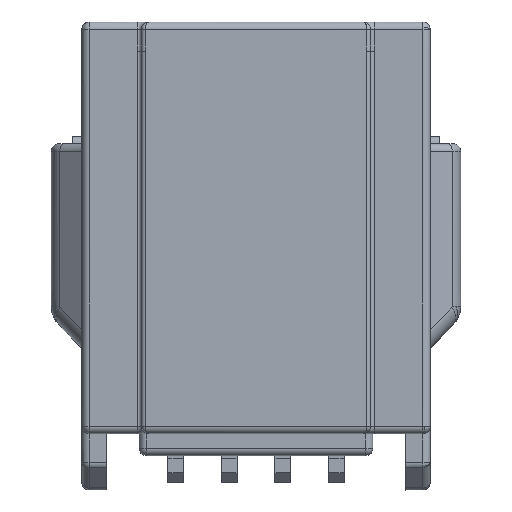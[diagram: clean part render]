
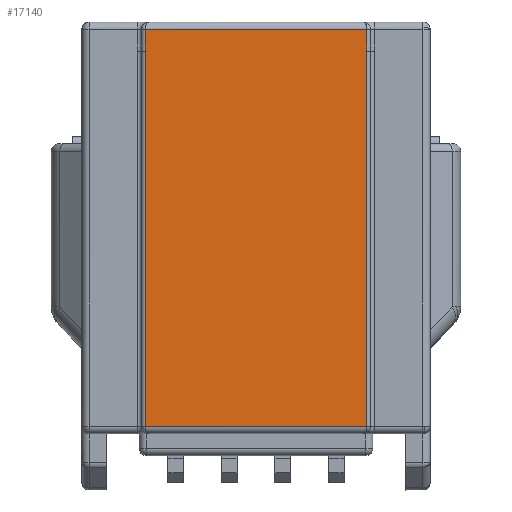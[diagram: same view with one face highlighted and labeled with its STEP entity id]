
A CAD part, top view. The second image highlights one B-rep face of the part: STEP entity #17140.
In plain terms, the highlighted planar face has unit normal (0, 0, 1).
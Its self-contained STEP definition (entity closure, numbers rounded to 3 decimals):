
#4287=DIRECTION('',(0.,-1.,0.));
#4288=VECTOR('',#4287,15.4);
#4289=CARTESIAN_POINT('',(4.55,19.35,-4.05));
#4290=LINE('',#4289,#4288);
#4296=CARTESIAN_POINT('',(-4.55,3.95,
-4.05));
#4337=DIRECTION('',(-1.,0.,0.));
#4338=VECTOR('',#4337,9.1);
#4339=CARTESIAN_POINT('',(4.55,3.95,-4.05));
#4340=LINE('',#4339,#4338);
#4380=CARTESIAN_POINT('',(4.55,3.95,-4.05));
#4406=DIRECTION('',(0.,1.,0.));
#4407=VECTOR('',#4406,15.4);
#4408=CARTESIAN_POINT('',(-4.55,3.95,
-4.05));
#4409=LINE('',#4408,#4407);
#4722=DIRECTION('',(0.,1.,0.));
#4723=VECTOR('',#4722,0.9);
#4724=CARTESIAN_POINT('',(-4.55,19.35,
-4.05));
#4725=LINE('',#4724,#4723);
#4812=DIRECTION('',(1.,0.,0.));
#4813=VECTOR('',#4812,9.1);
#4814=CARTESIAN_POINT('',(-4.55,20.25,
-4.05));
#4815=LINE('',#4814,#4813);
#4879=DIRECTION('',(0.,-1.,0.));
#4880=VECTOR('',#4879,0.9);
#4881=CARTESIAN_POINT('',(4.55,20.25,-4.05));
#4882=LINE('',#4881,#4880);
#9002=VERTEX_POINT('',#4296);
#9005=VERTEX_POINT('',#4380);
#9421=CARTESIAN_POINT('',(4.55,19.35,-4.05));
#9422=VERTEX_POINT('',#9421);
#9423=CARTESIAN_POINT('',(4.55,20.25,-4.05));
#9424=VERTEX_POINT('',#9423);
#9425=CARTESIAN_POINT('',(-4.55,20.25,
-4.05));
#9426=VERTEX_POINT('',#9425);
#9427=CARTESIAN_POINT('',(-4.55,19.35,
-4.05));
#9428=VERTEX_POINT('',#9427);
#17122=CARTESIAN_POINT('',(13.75,3.95,-4.05));
#17123=DIRECTION('',(0.,0.,1.));
#17124=DIRECTION('',(1.,0.,0.));
#17125=AXIS2_PLACEMENT_3D('',#17122,#17123,#17124);
#17126=PLANE('',#17125);
#17127=ORIENTED_EDGE('',*,*,#17115,.T.);
#17129=ORIENTED_EDGE('',*,*,#17128,.T.);
#17131=ORIENTED_EDGE('',*,*,#17130,.T.);
#17133=ORIENTED_EDGE('',*,*,#17132,.T.);
#17135=ORIENTED_EDGE('',*,*,#17134,.T.);
#17137=ORIENTED_EDGE('',*,*,#17136,.T.);
#17138=EDGE_LOOP('',(#17127,#17129,#17131,#17133,#17135,#17137));
#17139=FACE_OUTER_BOUND('',#17138,.F.);
#17140=ADVANCED_FACE('',(#17139),#17126,.T.);
#17115=EDGE_CURVE('',#9422,#9005,#4290,.T.);
#17128=EDGE_CURVE('',#9005,#9002,#4340,.T.);
#17130=EDGE_CURVE('',#9002,#9428,#4409,.T.);
#17132=EDGE_CURVE('',#9428,#9426,#4725,.T.);
#17134=EDGE_CURVE('',#9426,#9424,#4815,.T.);
#17136=EDGE_CURVE('',#9424,#9422,#4882,.T.);
